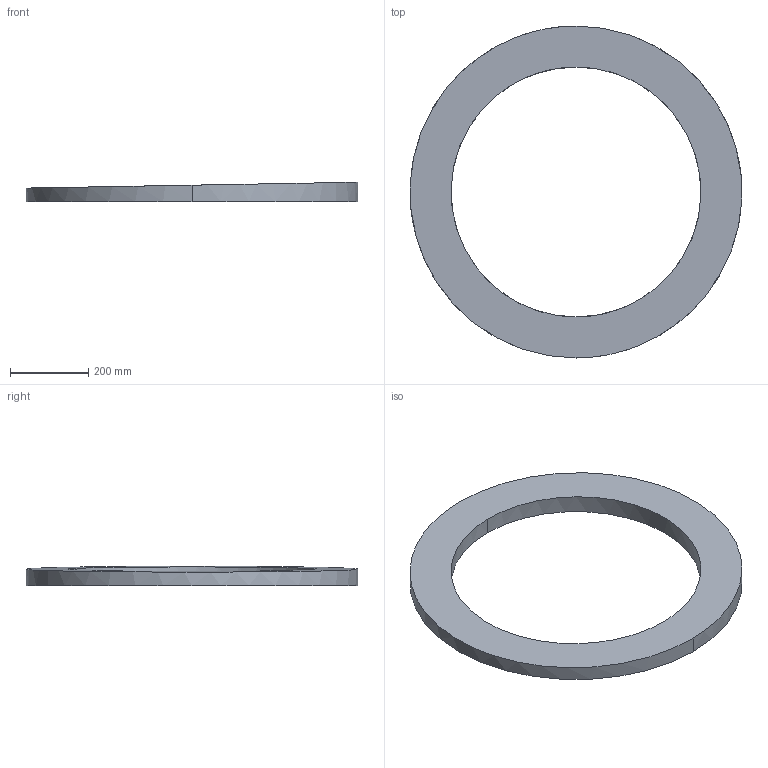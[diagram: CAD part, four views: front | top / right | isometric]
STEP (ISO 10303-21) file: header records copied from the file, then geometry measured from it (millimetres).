
FILE_DESCRIPTION (( 'STEP AP203' ), '1' );
FILE_NAME ('Rudus 6764055 Korotusrengas kaukolämpö 640x50_35.step', '2020-03-20T04:35:22', ( '' ), ( '' ), 'SwSTEP 2.0', 'SolidWorks 2019', '' );
FILE_SCHEMA (( 'CONFIG_CONTROL_DESIGN' ));
Length unit declared in the file: millimetre
Products named in the file (2): kaivo-osa-korotusrengas_Kaukol„mp”; Rudus 6764055 Korotusrengas kaukolämpö 640x50_35
Assembly tree (1 placements, depth 2):
  Rudus 6764055 Korotusrengas kaukolämpö 640x50_35
    kaivo-osa-korotusrengas_Kaukol„mp”
Bounding box: 850 x 850 x 49.99 mm (x, y, z)
Volume: 10444124.7 mm3; surface area: 690439.9 mm2
Topology: 1 solids, 1 shells, 6 faces, 12 edges, 8 vertices
Faces by surface type: cylinder 4, plane 2
Entity records: 360 total; most frequent: CARTESIAN_POINT 42, DIRECTION 32, ORIENTED_EDGE 24, PERSON_AND_ORGANIZATION 17, AXIS2_PLACEMENT_3D 14, LOCAL_TIME 12, DATE_AND_TIME 12, COORDINATED_UNIVERSAL_TIME_OFFSET 12
